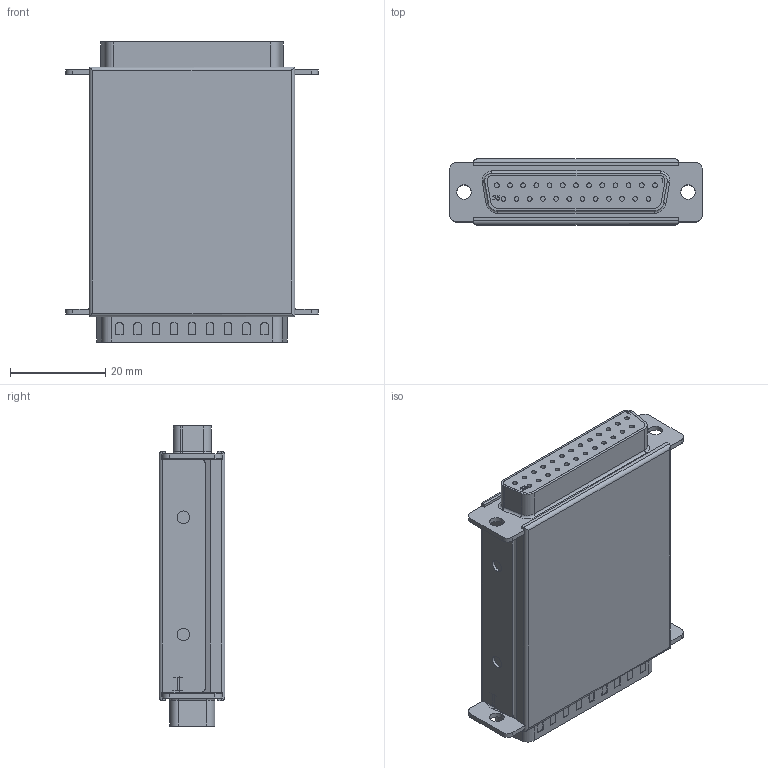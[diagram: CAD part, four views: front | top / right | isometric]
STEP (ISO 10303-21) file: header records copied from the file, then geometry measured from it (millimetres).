
FILE_DESCRIPTION (( 'STEP AP214' ), '1' );
FILE_NAME ('DJBS_3D.step', '2024-09-17T17:17:01', ( '' ), ( '' ), 'SwSTEP 2.0', 'SolidWorks 2022', '' );
FILE_SCHEMA (( 'AUTOMOTIVE_DESIGN' ));
Length unit declared in the file: inch
Products named in the file (6): DJBS-MA2; DJBS-MA1; SD25P; DJBS-MA3; DJBS_3D; SD25S
Assembly tree (5 placements, depth 2):
  DJBS_3D
    DJBS-MA1
    DJBS-MA2
    DJBS-MA3
    SD25S
    SD25P
Bounding box: 53.09 x 13.79 x 63.04 mm (x, y, z)
Volume: 13029.4 mm3; surface area: 22799.5 mm2
Topology: 5 solids, 5 shells, 1242 faces, 3046 edges, 1913 vertices
Faces by surface type: plane 624, cylinder 496, sphere 50, torus 40, bspline 32
Entity records: 46774 total; most frequent: CARTESIAN_POINT 8119, DIRECTION 6398, ORIENTED_EDGE 5892, EDGE_CURVE 2946, AXIS2_PLACEMENT_3D 2310, VERTEX_POINT 1863, LINE 1778, VECTOR 1778
